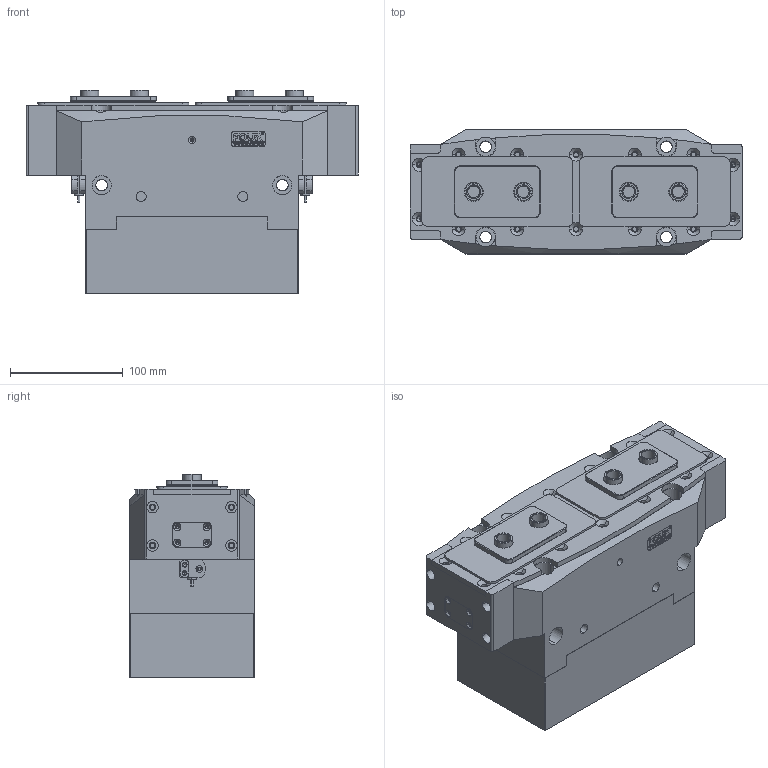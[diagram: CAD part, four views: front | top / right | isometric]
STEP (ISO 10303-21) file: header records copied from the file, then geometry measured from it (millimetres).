
FILE_DESCRIPTION (( 'STEP AP203' ), '1' );
FILE_NAME ('TR115-240-P-NO.STEP', '2024-11-19T06:52:17', ( 'USER-' ), ( 'Microsoft' ), 'SwSTEP 2.0', 'SolidWorks 2018', '' );
FILE_SCHEMA (( 'CONFIG_CONTROL_DESIGN' ));
Length unit declared in the file: millimetre
Products named in the file (25): TR115-240滅鳥杅耀-陔.sldasm-Part-36; TR115-240滅鳥杅耀-陔.sldasm-Part-6; TR115-240-P; TR115-240滅鳥杅耀-陔.sldasm-Part-16; TR115-240滅鳥杅耀-陔.sldasm-Part-12; 揤輸蚾饜极; 埴翐芛_GB_FASTENER_SCREWS_HSHCS M2X8-N; TR115 -240杅耀.sldasm-Part-3; TR115-240滅鳥杅耀-陔.sldasm-Part-15; TR115-240滅鳥杅耀-陔.sldasm-Part-4; TR115-240滅鳥杅耀-陔.sldasm-Part-17; TR115-240滅鳥杅耀-陔.sldasm-Part-14; TR115-240滅鳥杅耀-陔.sldasm-Part-10; 30x14-R3; TR115-240-P-NO; 揤輸杅耀.sldasm-Part-9; TR115-240滅鳥杅耀-陔.sldasm-Part-18; TR115-240滅鳥杅耀-陔.sldasm-Part-19; TR115-240滅鳥杅耀-陔.sldasm-Part-2; TR115-240滅鳥杅耀-陔.sldasm-Part-8; TR115-240赻坶杅耀.sldasm-Part-14; TR115-240滅鳥杅耀-陔.sldasm-Part-7; TR115-240滅鳥杅耀-陔.sldasm-Part-5; TR115-240滅鳥杅耀-陔.sldasm-Part-9; TR115-240滅鳥杅耀-陔.sldasm-Part-1
Assembly tree (28 placements, depth 4):
  TR115-240-P-NO
    TR115-240-P
      TR115-240滅鳥杅耀-陔.sldasm-Part-1
      TR115-240滅鳥杅耀-陔.sldasm-Part-2
      TR115-240滅鳥杅耀-陔.sldasm-Part-4
      TR115-240滅鳥杅耀-陔.sldasm-Part-5
      TR115-240滅鳥杅耀-陔.sldasm-Part-6  x2
      TR115-240滅鳥杅耀-陔.sldasm-Part-7
      TR115-240滅鳥杅耀-陔.sldasm-Part-8
      TR115-240滅鳥杅耀-陔.sldasm-Part-9
      TR115-240滅鳥杅耀-陔.sldasm-Part-10
      TR115-240滅鳥杅耀-陔.sldasm-Part-12
      TR115-240滅鳥杅耀-陔.sldasm-Part-14
      TR115-240滅鳥杅耀-陔.sldasm-Part-15
      TR115-240滅鳥杅耀-陔.sldasm-Part-16
      TR115-240滅鳥杅耀-陔.sldasm-Part-17
      TR115-240滅鳥杅耀-陔.sldasm-Part-18
      TR115-240滅鳥杅耀-陔.sldasm-Part-19
      TR115 -240杅耀.sldasm-Part-3
      TR115-240滅鳥杅耀-陔.sldasm-Part-36  x2
      揤輸蚾饜极  x2
        揤輸杅耀.sldasm-Part-9
        埴翐芛_GB_FASTENER_SCREWS_HSHCS M2X8-N
      30x14-R3
    TR115-240赻坶杅耀.sldasm-Part-14
Bounding box: 294 x 110 x 180 mm (x, y, z)
Volume: 3864536.8 mm3; surface area: 458847.9 mm2
Topology: 28 solids, 60 shells, 1713 faces, 4321 edges, 2734 vertices
Faces by surface type: plane 735, cylinder 559, cone 256, bspline 155, torus 8
Entity records: 52108 total; most frequent: CARTESIAN_POINT 14360, ORIENTED_EDGE 7262, DIRECTION 7091, EDGE_CURVE 3631, AXIS2_PLACEMENT_3D 2476, VERTEX_POINT 2363, LINE 2139, VECTOR 2139
